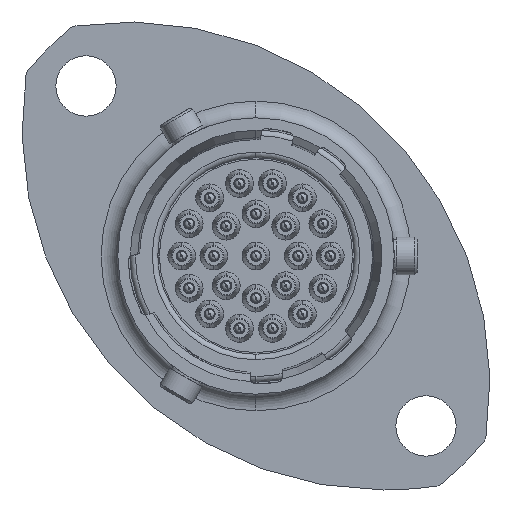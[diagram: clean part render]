
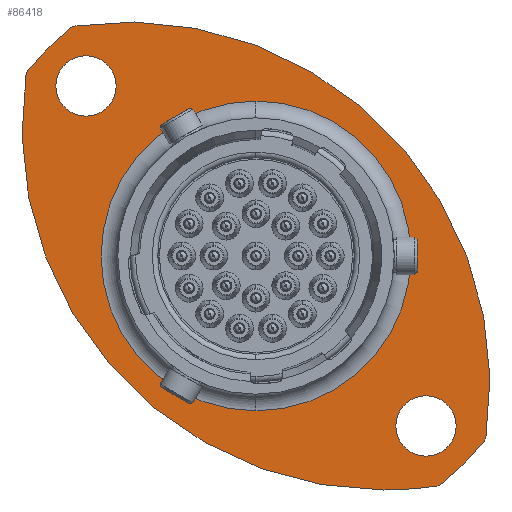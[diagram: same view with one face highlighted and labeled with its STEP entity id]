
A CAD part, left-side view. The second image highlights one B-rep face of the part: STEP entity #86418.
In plain terms, the highlighted planar face has unit normal (-1, 0, 0).
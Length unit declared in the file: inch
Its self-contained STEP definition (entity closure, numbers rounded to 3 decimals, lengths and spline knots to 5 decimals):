
#907 = CARTESIAN_POINT ( 'NONE',  ( 0.62913, -0.48737, -0.38813 ) ) ;
#2030 = AXIS2_PLACEMENT_3D ( 'NONE', #30823, #82859, #38304 ) ;
#2094 = DIRECTION ( 'NONE',  ( -1., 0., 0. ) ) ;
#2238 = CARTESIAN_POINT ( 'NONE',  ( 0.62913, 0., 0. ) ) ;
#4765 = DIRECTION ( 'NONE',  ( 0., 0., -1. ) ) ;
#5291 = CIRCLE ( 'NONE', #60764, 0.76772 ) ;
#6392 = VERTEX_POINT ( 'NONE', #8291 ) ;
#8064 = CARTESIAN_POINT ( 'NONE',  ( 0.62913, 0., -0.32854 ) ) ;
#8291 = CARTESIAN_POINT ( 'NONE',  ( 0.62913, 0., 0.32854 ) ) ;
#8600 = AXIS2_PLACEMENT_3D ( 'NONE', #66063, #21497, #73499 ) ;
#9712 = DIRECTION ( 'NONE',  ( 0., 0., -1. ) ) ;
#9863 = EDGE_CURVE ( 'NONE', #34205, #21220, #13070, .T. ) ;
#10086 = VERTEX_POINT ( 'NONE', #23164 ) ;
#10493 = CIRCLE ( 'NONE', #8600, 0.76772 ) ;
#12764 = EDGE_CURVE ( 'NONE', #73018, #77201, #86558, .T. ) ;
#12953 = DIRECTION ( 'NONE',  ( 1., 0., 0. ) ) ;
#13070 = CIRCLE ( 'NONE', #48374, 0.62303 ) ;
#14894 = EDGE_CURVE ( 'NONE', #29090, #6392, #68330, .T. ) ;
#16425 = EDGE_LOOP ( 'NONE', ( #61552, #21630 ) ) ;
#18093 = DIRECTION ( 'NONE',  ( -1., 0., 0. ) ) ;
#18305 = DIRECTION ( 'NONE',  ( -1., 0., 0. ) ) ;
#21151 = CIRCLE ( 'NONE', #54576, 0.06398 ) ;
#21220 = VERTEX_POINT ( 'NONE', #64211 ) ;
#21497 = DIRECTION ( 'NONE',  ( -1., 0., 0. ) ) ;
#21630 = ORIENTED_EDGE ( 'NONE', *, *, #12764, .F. ) ;
#21704 = FACE_BOUND ( 'NONE', #16425, .T. ) ;
#23148 = EDGE_CURVE ( 'NONE', #6392, #29090, #94922, .T. ) ;
#23164 = CARTESIAN_POINT ( 'NONE',  ( 0.62913, -0.38813, -0.48737 ) ) ;
#23300 = VERTEX_POINT ( 'NONE', #77380 ) ;
#23454 = CARTESIAN_POINT ( 'NONE',  ( 0.62913, 0., 0. ) ) ;
#23785 = EDGE_CURVE ( 'NONE', #10086, #48429, #59885, .T. ) ;
#24450 = CIRCLE ( 'NONE', #2030, 0.76772 ) ;
#25577 = ORIENTED_EDGE ( 'NONE', *, *, #57859, .T. ) ;
#26501 = CARTESIAN_POINT ( 'NONE',  ( 0.62913, 0.36051, 0.36051 ) ) ;
#28267 = EDGE_CURVE ( 'NONE', #79183, #10086, #5291, .T. ) ;
#29090 = VERTEX_POINT ( 'NONE', #8064 ) ;
#30823 = CARTESIAN_POINT ( 'NONE',  ( 0.62913, 0.27143, -0.27143 ) ) ;
#30925 = DIRECTION ( 'NONE',  ( 0., 0., -1. ) ) ;
#33095 = DIRECTION ( 'NONE',  ( -1., 0., 0. ) ) ;
#33514 = ORIENTED_EDGE ( 'NONE', *, *, #9863, .T. ) ;
#33834 = ORIENTED_EDGE ( 'NONE', *, *, #28267, .T. ) ;
#33846 = EDGE_CURVE ( 'NONE', #48429, #34205, #24450, .T. ) ;
#33861 = CARTESIAN_POINT ( 'NONE',  ( 0.62913, -0.36051, -0.42449 ) ) ;
#33976 = DIRECTION ( 'NONE',  ( 0., 0., -1. ) ) ;
#34205 = VERTEX_POINT ( 'NONE', #50296 ) ;
#34367 = CARTESIAN_POINT ( 'NONE',  ( 0.62913, -0.27143, -0.49629 ) ) ;
#37509 = AXIS2_PLACEMENT_3D ( 'NONE', #23454, #75468, #30925 ) ;
#38304 = DIRECTION ( 'NONE',  ( 0., 0., -1. ) ) ;
#40836 = EDGE_LOOP ( 'NONE', ( #63403, #73859 ) ) ;
#41498 = FACE_OUTER_BOUND ( 'NONE', #60051, .T. ) ;
#41556 = CIRCLE ( 'NONE', #75264, 0.06398 ) ;
#42255 = CARTESIAN_POINT ( 'NONE',  ( 0.62913, -0.27143, 0.27143 ) ) ;
#46597 = CARTESIAN_POINT ( 'NONE',  ( 0.62913, -0.36051, -0.36051 ) ) ;
#47096 = ORIENTED_EDGE ( 'NONE', *, *, #23148, .T. ) ;
#48374 = AXIS2_PLACEMENT_3D ( 'NONE', #62882, #18305, #70315 ) ;
#48429 = VERTEX_POINT ( 'NONE', #907 ) ;
#49276 = DIRECTION ( 'NONE',  ( -1., 0., 0. ) ) ;
#49592 = EDGE_CURVE ( 'NONE', #54321, #23300, #41556, .T. ) ;
#49724 = ORIENTED_EDGE ( 'NONE', *, *, #33846, .T. ) ;
#49787 = DIRECTION ( 'NONE',  ( 0., 0., -1. ) ) ;
#50296 = CARTESIAN_POINT ( 'NONE',  ( 0.62913, 0.38813, 0.48737 ) ) ;
#51896 = CIRCLE ( 'NONE', #73142, 0.06398 ) ;
#54110 = DIRECTION ( 'NONE',  ( 0., 0., -1. ) ) ;
#54239 = DIRECTION ( 'NONE',  ( 1., 0., 0. ) ) ;
#54321 = VERTEX_POINT ( 'NONE', #33861 ) ;
#54576 = AXIS2_PLACEMENT_3D ( 'NONE', #26501, #78532, #33976 ) ;
#54661 = AXIS2_PLACEMENT_3D ( 'NONE', #2238, #54239, #9712 ) ;
#56558 = AXIS2_PLACEMENT_3D ( 'NONE', #57473, #12953, #64925 ) ;
#57166 = PLANE ( 'NONE',  #56558 ) ;
#57473 = CARTESIAN_POINT ( 'NONE',  ( 0.62913, 0.29311, 0. ) ) ;
#57859 = EDGE_CURVE ( 'NONE', #21220, #79183, #10493, .T. ) ;
#58984 = FACE_BOUND ( 'NONE', #75929, .T. ) ;
#59885 = CIRCLE ( 'NONE', #92990, 0.62303 ) ;
#60051 = EDGE_LOOP ( 'NONE', ( #25577, #33834, #95464, #49724, #33514 ) ) ;
#60764 = AXIS2_PLACEMENT_3D ( 'NONE', #42255, #94210, #49787 ) ;
#61320 = FACE_BOUND ( 'NONE', #40836, .T. ) ;
#61552 = ORIENTED_EDGE ( 'NONE', *, *, #69631, .F. ) ;
#62670 = CARTESIAN_POINT ( 'NONE',  ( 0.62913, 0., 0. ) ) ;
#62882 = CARTESIAN_POINT ( 'NONE',  ( 0.62913, 0., 0. ) ) ;
#63403 = ORIENTED_EDGE ( 'NONE', *, *, #49592, .F. ) ;
#63429 = ORIENTED_EDGE ( 'NONE', *, *, #14894, .T. ) ;
#64211 = CARTESIAN_POINT ( 'NONE',  ( 0.62913, 0.48737, 0.38813 ) ) ;
#64925 = DIRECTION ( 'NONE',  ( 0., 0., -1. ) ) ;
#66063 = CARTESIAN_POINT ( 'NONE',  ( 0.62913, -0.27143, 0.27143 ) ) ;
#68330 = CIRCLE ( 'NONE', #54661, 0.32854 ) ;
#69631 = EDGE_CURVE ( 'NONE', #77201, #73018, #21151, .T. ) ;
#70106 = DIRECTION ( 'NONE',  ( 0., 0., 1. ) ) ;
#70315 = DIRECTION ( 'NONE',  ( 0., 0., 1. ) ) ;
#73018 = VERTEX_POINT ( 'NONE', #85013 ) ;
#73142 = AXIS2_PLACEMENT_3D ( 'NONE', #93684, #49276, #4765 ) ;
#73499 = DIRECTION ( 'NONE',  ( 0., 0., -1. ) ) ;
#73859 = ORIENTED_EDGE ( 'NONE', *, *, #85184, .F. ) ;
#75264 = AXIS2_PLACEMENT_3D ( 'NONE', #46597, #2094, #54110 ) ;
#75468 = DIRECTION ( 'NONE',  ( 1., 0., 0. ) ) ;
#75929 = EDGE_LOOP ( 'NONE', ( #63429, #47096 ) ) ;
#77201 = VERTEX_POINT ( 'NONE', #89644 ) ;
#77380 = CARTESIAN_POINT ( 'NONE',  ( 0.62913, -0.36051, -0.29654 ) ) ;
#77629 = CARTESIAN_POINT ( 'NONE',  ( 0.62913, 0.36051, 0.36051 ) ) ;
#78532 = DIRECTION ( 'NONE',  ( -1., 0., 0. ) ) ;
#79183 = VERTEX_POINT ( 'NONE', #34367 ) ;
#82346 = AXIS2_PLACEMENT_3D ( 'NONE', #77629, #33095, #85124 ) ;
#82859 = DIRECTION ( 'NONE',  ( -1., 0., 0. ) ) ;
#85013 = CARTESIAN_POINT ( 'NONE',  ( 0.62913, 0.36051, 0.42449 ) ) ;
#85124 = DIRECTION ( 'NONE',  ( 0., 0., -1. ) ) ;
#85184 = EDGE_CURVE ( 'NONE', #23300, #54321, #51896, .T. ) ;
#86418 = ADVANCED_FACE ( 'NONE', ( #58984, #21704, #61320, #41498 ), #57166, .F. ) ;
#86558 = CIRCLE ( 'NONE', #82346, 0.06398 ) ;
#89644 = CARTESIAN_POINT ( 'NONE',  ( 0.62913, 0.36051, 0.29654 ) ) ;
#92990 = AXIS2_PLACEMENT_3D ( 'NONE', #62670, #18093, #70106 ) ;
#93684 = CARTESIAN_POINT ( 'NONE',  ( 0.62913, -0.36051, -0.36051 ) ) ;
#94210 = DIRECTION ( 'NONE',  ( -1., 0., 0. ) ) ;
#94922 = CIRCLE ( 'NONE', #37509, 0.32854 ) ;
#95464 = ORIENTED_EDGE ( 'NONE', *, *, #23785, .T. ) ;
